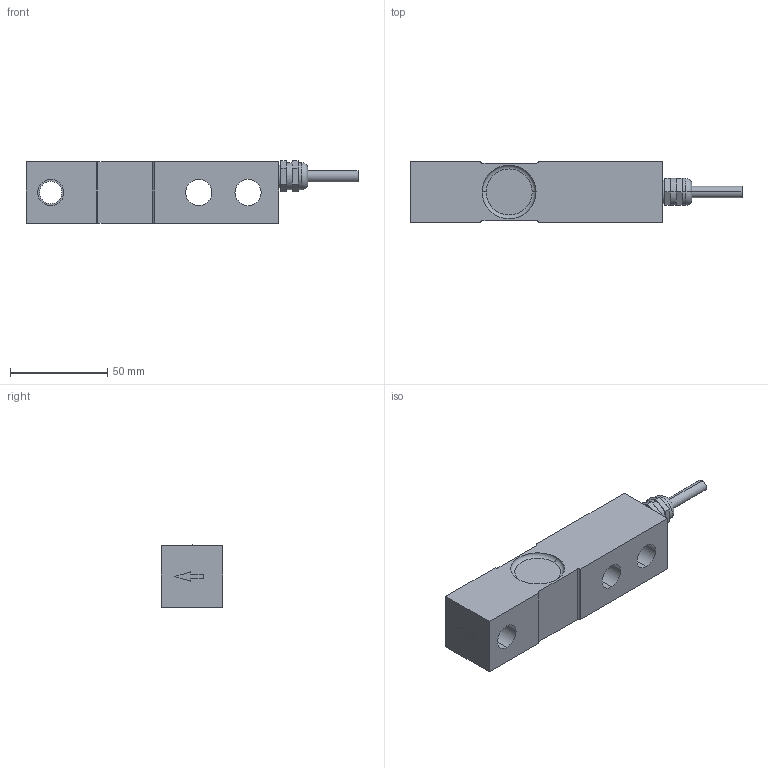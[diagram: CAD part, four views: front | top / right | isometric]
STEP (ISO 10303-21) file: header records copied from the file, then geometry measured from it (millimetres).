
FILE_DESCRIPTION (( 'STEP AP214' ), '1' );
FILE_NAME ('563YH-23-250lb-4klb-SE5klb.STEP', '2024-03-13T21:31:51', ( '' ), ( '' ), 'SwSTEP 2.0', 'SolidWorks 2022', '' );
FILE_SCHEMA (( 'AUTOMOTIVE_DESIGN' ));
Length unit declared in the file: inch
Products named in the file (1): 563YH-23-250lb-4klb-SE5klb
Bounding box: 170.88 x 31.75 x 32.29 mm (x, y, z)
Volume: 116969.9 mm3; surface area: 23348.4 mm2
Topology: 3 solids, 3 shells, 75 faces, 179 edges, 115 vertices
Faces by surface type: plane 49, cylinder 20, torus 6
Entity records: 2335 total; most frequent: DIRECTION 405, CARTESIAN_POINT 370, ORIENTED_EDGE 358, EDGE_CURVE 179, AXIS2_PLACEMENT_3D 150, VERTEX_POINT 115, LINE 105, VECTOR 105
